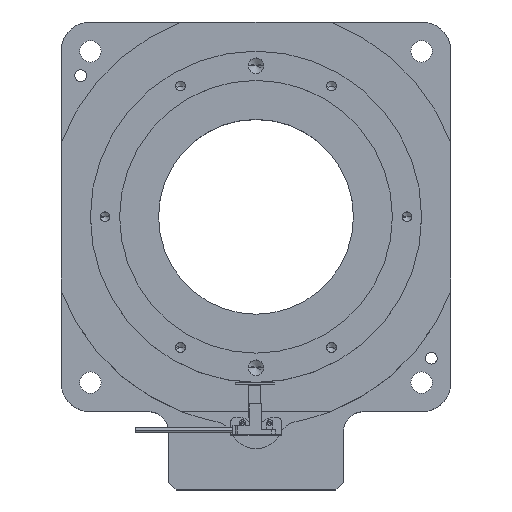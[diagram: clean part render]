
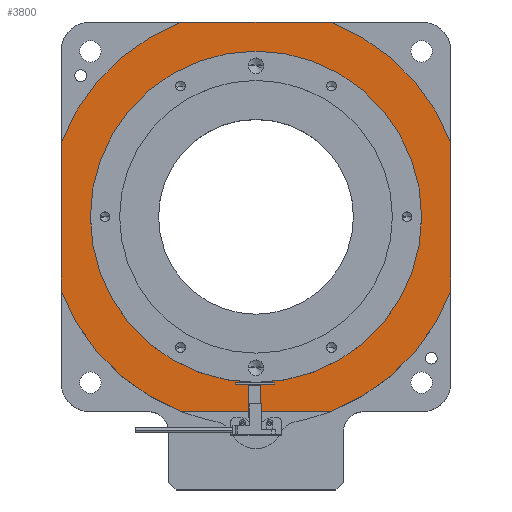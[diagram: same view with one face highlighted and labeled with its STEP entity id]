
A CAD part, top view. The second image highlights one B-rep face of the part: STEP entity #3800.
In plain terms, the highlighted planar face has unit normal (0, 0, 1).
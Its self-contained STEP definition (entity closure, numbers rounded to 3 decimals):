
#86 = ORIENTED_EDGE ( 'NONE', *, *, #5153, .T. ) ;
#203 = FACE_OUTER_BOUND ( 'NONE', #4709, .T. ) ;
#292 = DIRECTION ( 'NONE',  ( 0., 0., 1. ) ) ;
#542 = DIRECTION ( 'NONE',  ( 1., 0., 0. ) ) ;
#559 = VERTEX_POINT ( 'NONE', #4345 ) ;
#603 = EDGE_CURVE ( 'NONE', #6124, #5128, #7190, .T. ) ;
#774 = EDGE_LOOP ( 'NONE', ( #7259, #5496 ) ) ;
#835 = VERTEX_POINT ( 'NONE', #5427 ) ;
#843 = CARTESIAN_POINT ( 'NONE',  ( 0., 0., 37.5 ) ) ;
#1086 = EDGE_CURVE ( 'NONE', #6028, #6350, #3274, .T. ) ;
#1186 = DIRECTION ( 'NONE',  ( 0., -1., 0. ) ) ;
#1674 = VECTOR ( 'NONE', #1186, 1000. ) ;
#1708 = FACE_BOUND ( 'NONE', #774, .T. ) ;
#1709 = CARTESIAN_POINT ( 'NONE',  ( 0., 0., 37.5 ) ) ;
#1743 = CARTESIAN_POINT ( 'NONE',  ( -38.066, -100., 37.5 ) ) ;
#1847 = CARTESIAN_POINT ( 'NONE',  ( -100., 85., 37.5 ) ) ;
#1900 = DIRECTION ( 'NONE',  ( 0., 0., 1. ) ) ;
#2433 = CARTESIAN_POINT ( 'NONE',  ( 100., 85., 37.5 ) ) ;
#2462 = CIRCLE ( 'NONE', #7370, 107. ) ;
#2468 = LINE ( 'NONE', #7043, #6245 ) ;
#2513 = EDGE_CURVE ( 'NONE', #5128, #5695, #7916, .T. ) ;
#2622 = EDGE_CURVE ( 'NONE', #6350, #6163, #8457, .T. ) ;
#2623 = DIRECTION ( 'NONE',  ( 1., 0., 0. ) ) ;
#2735 = LINE ( 'NONE', #4838, #5875 ) ;
#2978 = CARTESIAN_POINT ( 'NONE',  ( 0., 0., 37.5 ) ) ;
#3219 = CIRCLE ( 'NONE', #8136, 107. ) ;
#3261 = EDGE_CURVE ( 'NONE', #8156, #6124, #2735, .T. ) ;
#3274 = CIRCLE ( 'NONE', #6783, 107. ) ;
#3283 = CARTESIAN_POINT ( 'NONE',  ( -100., 38.066, 37.5 ) ) ;
#3290 = ORIENTED_EDGE ( 'NONE', *, *, #1086, .T. ) ;
#3490 = AXIS2_PLACEMENT_3D ( 'NONE', #5578, #6980, #6290 ) ;
#3533 = DIRECTION ( 'NONE',  ( 0., 0., 1. ) ) ;
#3800 = ADVANCED_FACE ( 'NONE', ( #203, #1708 ), #4348, .T. ) ;
#3851 = CIRCLE ( 'NONE', #4540, 85. ) ;
#3888 = VERTEX_POINT ( 'NONE', #1743 ) ;
#4345 = CARTESIAN_POINT ( 'NONE',  ( -85., 0., 37.5 ) ) ;
#4348 = PLANE ( 'NONE',  #3490 ) ;
#4386 = DIRECTION ( 'NONE',  ( 1., 0., 0. ) ) ;
#4414 = DIRECTION ( 'NONE',  ( 0., 0., 1. ) ) ;
#4482 = DIRECTION ( 'NONE',  ( 0., 1., 0. ) ) ;
#4540 = AXIS2_PLACEMENT_3D ( 'NONE', #843, #3533, #6216 ) ;
#4588 = CARTESIAN_POINT ( 'NONE',  ( 0., 0., 37.5 ) ) ;
#4709 = EDGE_LOOP ( 'NONE', ( #4942, #3290, #4912, #86, #6319, #5596, #8459, #5701 ) ) ;
#4838 = CARTESIAN_POINT ( 'NONE',  ( -85., 100., 37.5 ) ) ;
#4912 = ORIENTED_EDGE ( 'NONE', *, *, #2622, .T. ) ;
#4942 = ORIENTED_EDGE ( 'NONE', *, *, #6977, .F. ) ;
#5079 = EDGE_CURVE ( 'NONE', #835, #559, #7284, .T. ) ;
#5128 = VERTEX_POINT ( 'NONE', #3283 ) ;
#5153 = EDGE_CURVE ( 'NONE', #6163, #8156, #3219, .T. ) ;
#5278 = DIRECTION ( 'NONE',  ( 1., 0., 0. ) ) ;
#5310 = VECTOR ( 'NONE', #4482, 1000. ) ;
#5427 = CARTESIAN_POINT ( 'NONE',  ( 85., 0., 37.5 ) ) ;
#5496 = ORIENTED_EDGE ( 'NONE', *, *, #6922, .F. ) ;
#5546 = DIRECTION ( 'NONE',  ( -1., 0., 0. ) ) ;
#5578 = CARTESIAN_POINT ( 'NONE',  ( 0., -20., 37.5 ) ) ;
#5596 = ORIENTED_EDGE ( 'NONE', *, *, #603, .T. ) ;
#5662 = DIRECTION ( 'NONE',  ( 1., 0., 0. ) ) ;
#5695 = VERTEX_POINT ( 'NONE', #6185 ) ;
#5701 = ORIENTED_EDGE ( 'NONE', *, *, #7381, .T. ) ;
#5875 = VECTOR ( 'NONE', #5546, 1000. ) ;
#5936 = AXIS2_PLACEMENT_3D ( 'NONE', #2978, #4414, #5662 ) ;
#6027 = CARTESIAN_POINT ( 'NONE',  ( 38.066, 100., 37.5 ) ) ;
#6028 = VERTEX_POINT ( 'NONE', #6824 ) ;
#6124 = VERTEX_POINT ( 'NONE', #8284 ) ;
#6163 = VERTEX_POINT ( 'NONE', #7619 ) ;
#6185 = CARTESIAN_POINT ( 'NONE',  ( -100., -38.066, 37.5 ) ) ;
#6216 = DIRECTION ( 'NONE',  ( 1., 0., 0. ) ) ;
#6245 = VECTOR ( 'NONE', #7158, 1000. ) ;
#6290 = DIRECTION ( 'NONE',  ( 1., 0., 0. ) ) ;
#6319 = ORIENTED_EDGE ( 'NONE', *, *, #3261, .T. ) ;
#6350 = VERTEX_POINT ( 'NONE', #8127 ) ;
#6583 = DIRECTION ( 'NONE',  ( 0., 0., 1. ) ) ;
#6783 = AXIS2_PLACEMENT_3D ( 'NONE', #7928, #1900, #5278 ) ;
#6824 = CARTESIAN_POINT ( 'NONE',  ( 38.066, -100., 37.5 ) ) ;
#6922 = EDGE_CURVE ( 'NONE', #559, #835, #3851, .T. ) ;
#6977 = EDGE_CURVE ( 'NONE', #6028, #3888, #2468, .T. ) ;
#6980 = DIRECTION ( 'NONE',  ( 0., 0., 1. ) ) ;
#7043 = CARTESIAN_POINT ( 'NONE',  ( -59.314, -100., 37.5 ) ) ;
#7140 = AXIS2_PLACEMENT_3D ( 'NONE', #8033, #7149, #2623 ) ;
#7149 = DIRECTION ( 'NONE',  ( 0., 0., 1. ) ) ;
#7158 = DIRECTION ( 'NONE',  ( -1., 0., 0. ) ) ;
#7190 = CIRCLE ( 'NONE', #5936, 107. ) ;
#7259 = ORIENTED_EDGE ( 'NONE', *, *, #5079, .F. ) ;
#7284 = CIRCLE ( 'NONE', #7140, 85. ) ;
#7370 = AXIS2_PLACEMENT_3D ( 'NONE', #1709, #292, #4386 ) ;
#7381 = EDGE_CURVE ( 'NONE', #5695, #3888, #2462, .T. ) ;
#7619 = CARTESIAN_POINT ( 'NONE',  ( 100., 38.066, 37.5 ) ) ;
#7916 = LINE ( 'NONE', #1847, #1674 ) ;
#7928 = CARTESIAN_POINT ( 'NONE',  ( 0., 0., 37.5 ) ) ;
#8033 = CARTESIAN_POINT ( 'NONE',  ( 0., 0., 37.5 ) ) ;
#8127 = CARTESIAN_POINT ( 'NONE',  ( 100., -38.066, 37.5 ) ) ;
#8136 = AXIS2_PLACEMENT_3D ( 'NONE', #4588, #6583, #542 ) ;
#8156 = VERTEX_POINT ( 'NONE', #6027 ) ;
#8284 = CARTESIAN_POINT ( 'NONE',  ( -38.066, 100., 37.5 ) ) ;
#8457 = LINE ( 'NONE', #2433, #5310 ) ;
#8459 = ORIENTED_EDGE ( 'NONE', *, *, #2513, .T. ) ;
